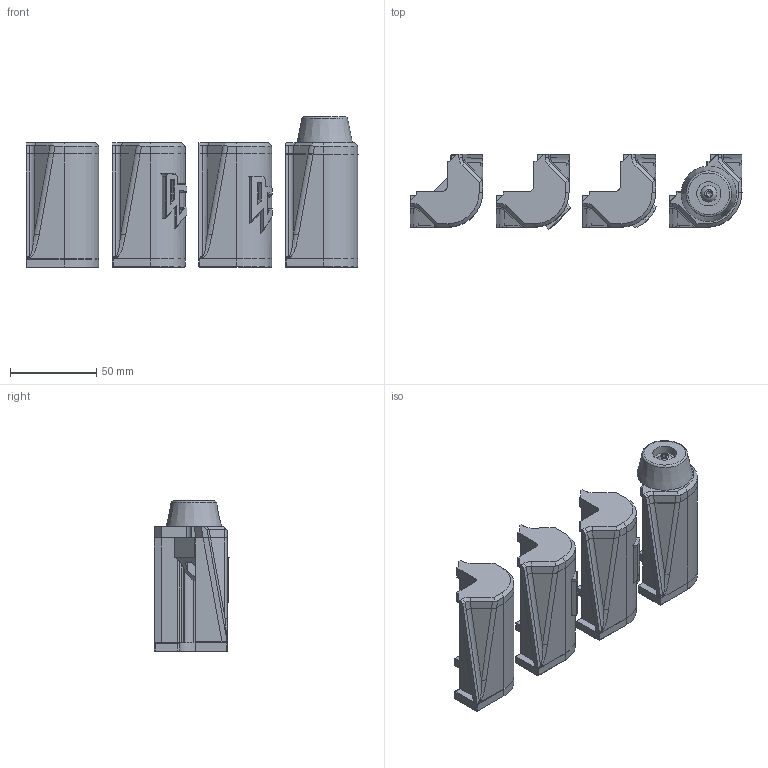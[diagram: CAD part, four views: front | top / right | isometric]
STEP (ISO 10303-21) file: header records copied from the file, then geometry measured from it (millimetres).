
FILE_DESCRIPTION(/* description */ (''),/* implementation_level */ '2;1');
FILE_NAME(/* name */ 'RoundedDOOMAssemblies.step',/* time_stamp */ '2021-01-19T09:29:22-08:00',/* author */ (''),/* organization */ (''),/* preprocessor_version */ 'ST-DEVELOPER v18.1',/* originating_system */ 'Autodesk Translation Framework v9.7.1.1290',/* authorisation */ '');
FILE_SCHEMA (('AUTOMOTIVE_DESIGN { 1 0 10303 214 3 1 1 }'));
Length unit declared in the file: millimetre
Products named in the file (20): RoundedDOOMAssemblies; Rounded Top Corners v11; Rounded Corner Top v7; Rounded Corner Accent v1; Rounder Corner Top Cap v2; Rounded Top Corners Single Color Logo v2; Rounded Corner Top v7 (1); Rounded Corner Accent v1 (1); Rounder Corner Top Cap v2 (1); RoundedLegAssembly v10; Corner Leg; Rounded Corner Accent v1 (2); Leg End Cap; MISUMI C-30-RK-3215 Foot v1; M5x30 BHCS v2; M5-Nut v1; Rounded Corner Top With No Logo v2; Corner Leg_1; Rounder Corner Top Cap v2 (2); Rounded Corner Accent v1 (3)
Assembly tree (19 placements, depth 3):
  RoundedDOOMAssemblies
    Rounded Top Corners v11
      Rounded Corner Top v7
      Rounded Corner Accent v1
      Rounder Corner Top Cap v2
    Rounded Top Corners Single Color Logo v2
      Rounded Corner Top v7 (1)
      Rounded Corner Accent v1 (1)
      Rounder Corner Top Cap v2 (1)
    RoundedLegAssembly v10
      Corner Leg
      Rounded Corner Accent v1 (2)
      Leg End Cap
      MISUMI C-30-RK-3215 Foot v1
      M5x30 BHCS v2
      M5-Nut v1
    Rounded Corner Top With No Logo v2
      Corner Leg_1
      Rounder Corner Top Cap v2 (2)
      Rounded Corner Accent v1 (3)
Bounding box: 192 x 43.41 x 87.1 mm (x, y, z)
Volume: 241124.2 mm3; surface area: 88333.8 mm2
Topology: 16 solids, 16 shells, 656 faces, 1626 edges, 1035 vertices
Faces by surface type: plane 442, cylinder 164, bspline 24, cone 24, sphere 1, torus 1
Full cylindrical faces by diameter (mm): 3 x3, 3.2 x1, 5 x3, 5.2 x3, 5.5 x8, 5.8 x8, 6.1 x16, 9.5 x9, 14 x1
Entity records: 21658 total; most frequent: CARTESIAN_POINT 5315, DIRECTION 3296, ORIENTED_EDGE 3250, EDGE_CURVE 1625, LINE 1150, VECTOR 1150, AXIS2_PLACEMENT_3D 1073, VERTEX_POINT 1035
